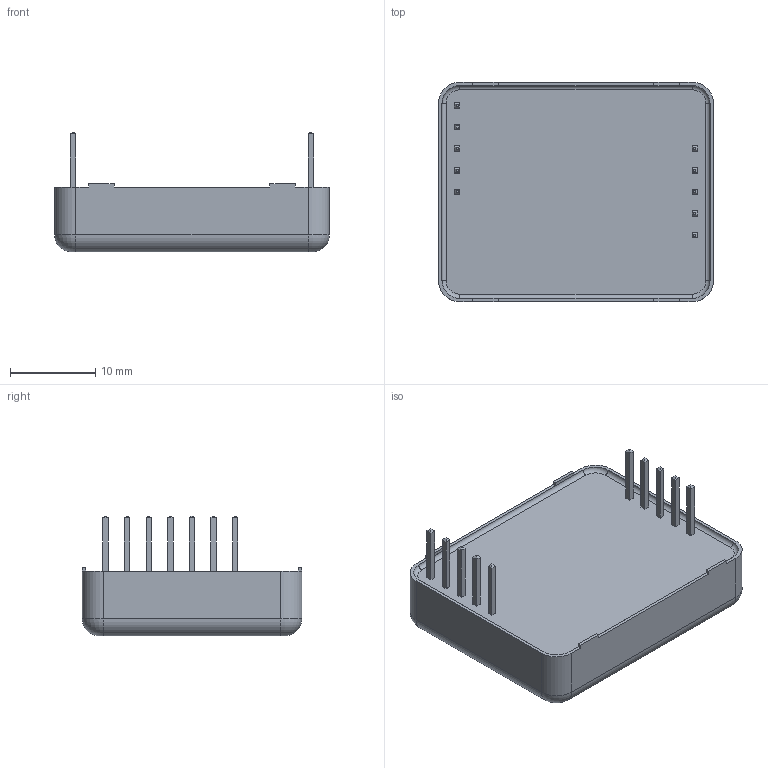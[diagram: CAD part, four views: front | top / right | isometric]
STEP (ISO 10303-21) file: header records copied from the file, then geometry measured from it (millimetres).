
FILE_DESCRIPTION(/* description */ ('Alibre Inc.'),/* implementation_level */ '2;1');
FILE_NAME(/* name */ 'export0',/* time_stamp */ '2015-12-03T11:07:59+01:00',/* author */ (''),/* organization */ (''),/* preprocessor_version */ 'ST-DEVELOPER v14',/* originating_system */ 'Alibre',/* authorisation */ '');
FILE_SCHEMA (('AUTOMOTIVE_DESIGN'));
Length unit declared in the file: centimetre
Bounding box: 32.3 x 25.8 x 14.06 mm (x, y, z)
Volume: 680 mm3; surface area: 4975.4 mm2
Topology: 1 solids, 2 shells, 497 faces, 1257 edges, 806 vertices
Faces by surface type: plane 445, cylinder 27, bspline 13, torus 12
Full cylindrical faces by diameter (mm): 0.699 x1, 0.708 x1, 2 x1
Entity records: 14324 total; most frequent: CARTESIAN_POINT 3197, ORIENTED_EDGE 2508, DIRECTION 1702, EDGE_CURVE 1254, VECTOR 1107, LINE 1107, VERTEX_POINT 806, EDGE_LOOP 542
